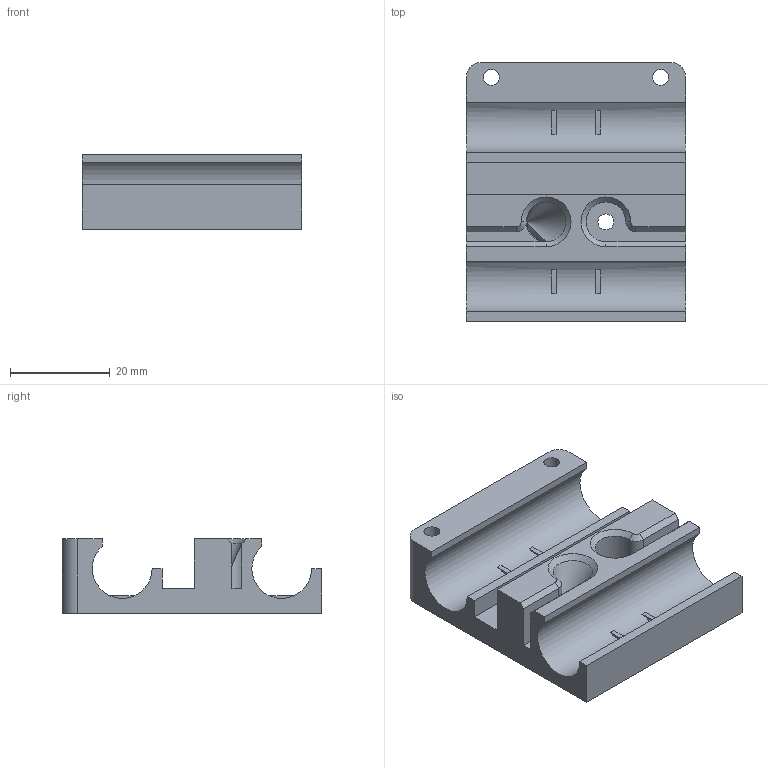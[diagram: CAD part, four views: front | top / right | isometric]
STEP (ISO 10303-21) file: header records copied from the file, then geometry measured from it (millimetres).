
FILE_DESCRIPTION(('FreeCAD Model'),'2;1');
FILE_NAME('Open CASCADE Shape Model','2021-12-05T14:11:09',('Author'),( ''),'Open CASCADE STEP processor 7.5','FreeCAD','Unknown');
FILE_SCHEMA(('AUTOMOTIVE_DESIGN { 1 0 10303 214 1 1 1 1 }'));
Length unit declared in the file: millimetre
Products named in the file (1): x.compact.carriage
Bounding box: 44 x 52 x 15 mm (x, y, z)
Volume: 17522.1 mm3; surface area: 9597.9 mm2
Topology: 1 solids, 1 shells, 57 faces, 158 edges, 106 vertices
Faces by surface type: plane 37, cylinder 12, cone 8
Full cylindrical faces by diameter (mm): 3.2 x4, 8 x1
Entity records: 3912 total; most frequent: CARTESIAN_POINT 783, DIRECTION 570, ORIENTED_EDGE 316, PCURVE 316, DEFINITIONAL_REPRESENTATION 316, LINE 308, VECTOR 308, EDGE_CURVE 158
